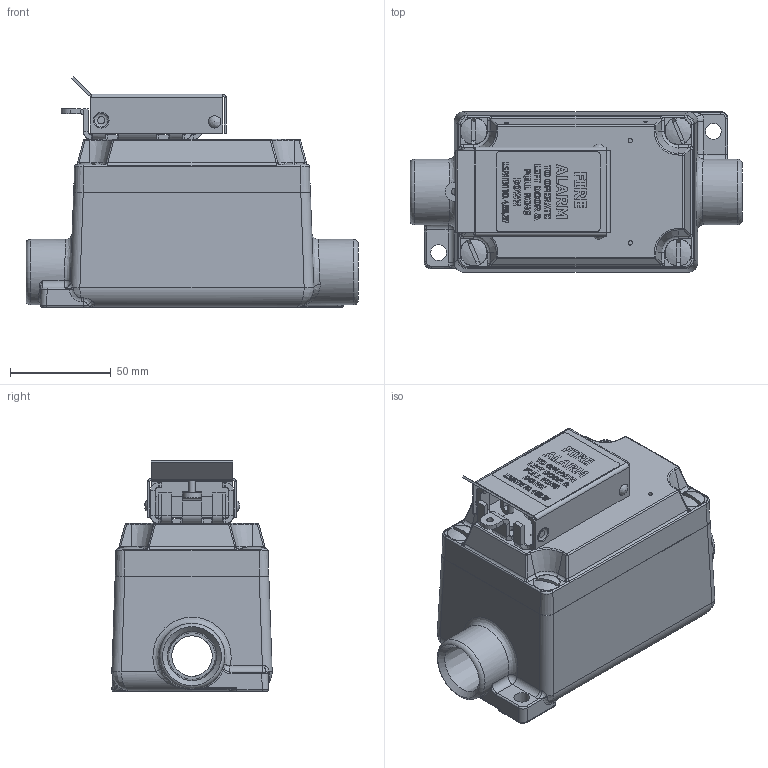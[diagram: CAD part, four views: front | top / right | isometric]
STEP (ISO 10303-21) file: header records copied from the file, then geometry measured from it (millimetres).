
FILE_DESCRIPTION(/* description */ (''),/* implementation_level */ '2;1');
FILE_NAME(/* name */ 'XAL-53 1.stp',/* time_stamp */ '2020-04-28T09:18:28-05:00',/* author */ (''),/* organization */ (''),/* preprocessor_version */ 'ST-DEVELOPER v11',/* originating_system */ 'SIEMENS UGS NX 6.0',/* authorisation */ '');
FILE_SCHEMA (('CONFIG_CONTROL_DESIGN'));
Products named in the file (1): bstrB09Bhxhv
Bounding box: 164.88 x 79.62 x 114.47 mm (x, y, z)
Volume: 351411.2 mm3; surface area: 129226.7 mm2
Topology: 12 solids, 12 shells, 2385 faces, 6194 edges, 3969 vertices
Faces by surface type: plane 1280, bspline 763, cylinder 234, torus 40, cone 34, sphere 34
Full cylindrical faces by diameter (mm): 2.184 x6, 2.388 x1, 2.642 x2, 3.175 x4, 3.264 x4, 3.302 x1, 3.572 x2, 3.683 x1, 3.729 x2, 3.969 x1, 4.978 x4, 6.144 x4, 7.938 x2, 11.669 x1, 13.494 x1, 20.117 x2, 32.537 x2
Entity records: 79444 total; most frequent: CARTESIAN_POINT 26636, ORIENTED_EDGE 12130, DIRECTION 8362, EDGE_CURVE 6065, VERTEX_POINT 3931, LINE 3868, VECTOR 3868, EDGE_LOOP 2649
